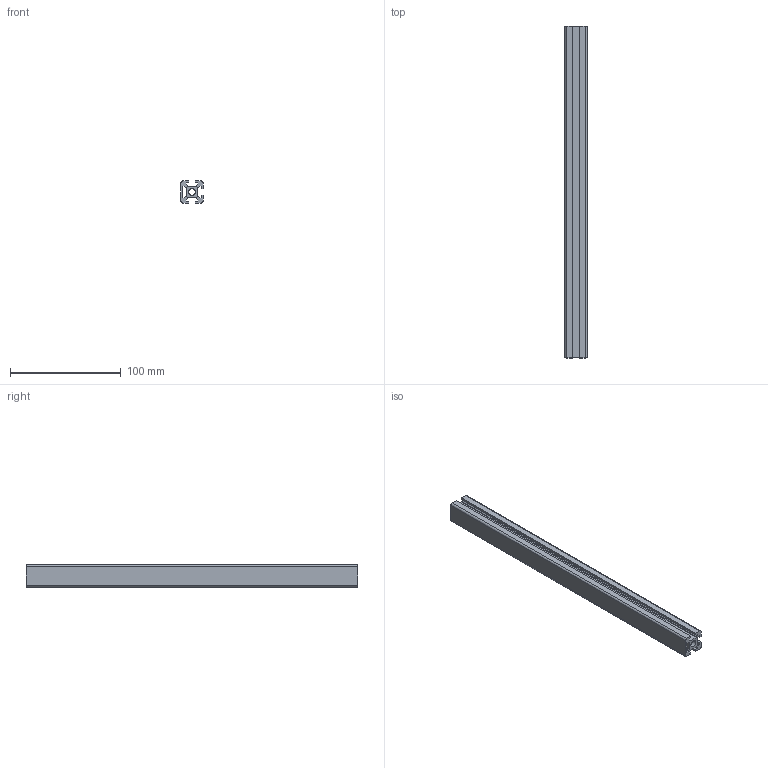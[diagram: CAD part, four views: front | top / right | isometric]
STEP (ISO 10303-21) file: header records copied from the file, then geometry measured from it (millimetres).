
FILE_DESCRIPTION (( 'STEP AP214' ), '1' );
FILE_NAME ('1728138067703.step', '2024-10-05T14:21:30', ( 'Windows User' ), ( '' ), 'SwSTEP 2.0', 'SolidWorks 2011', '' );
FILE_SCHEMA (( 'AUTOMOTIVE_DESIGN' ));
Length unit declared in the file: millimetre
Products named in the file (2): 1.10.020020.33SPx300.00(1); 1728138067703
Assembly tree (1 placements, depth 2):
  1728138067703
    1.10.020020.33SPx300.00(1)
Bounding box: 20 x 300 x 20 mm (x, y, z)
Volume: 65299.2 mm3; surface area: 51424.3 mm2
Topology: 1 solids, 1 shells, 56 faces, 162 edges, 108 vertices
Faces by surface type: plane 42, cylinder 14
Entity records: 1908 total; most frequent: CARTESIAN_POINT 330, ORIENTED_EDGE 324, DIRECTION 310, EDGE_CURVE 162, LINE 134, VECTOR 134, VERTEX_POINT 108, AXIS2_PLACEMENT_3D 88
